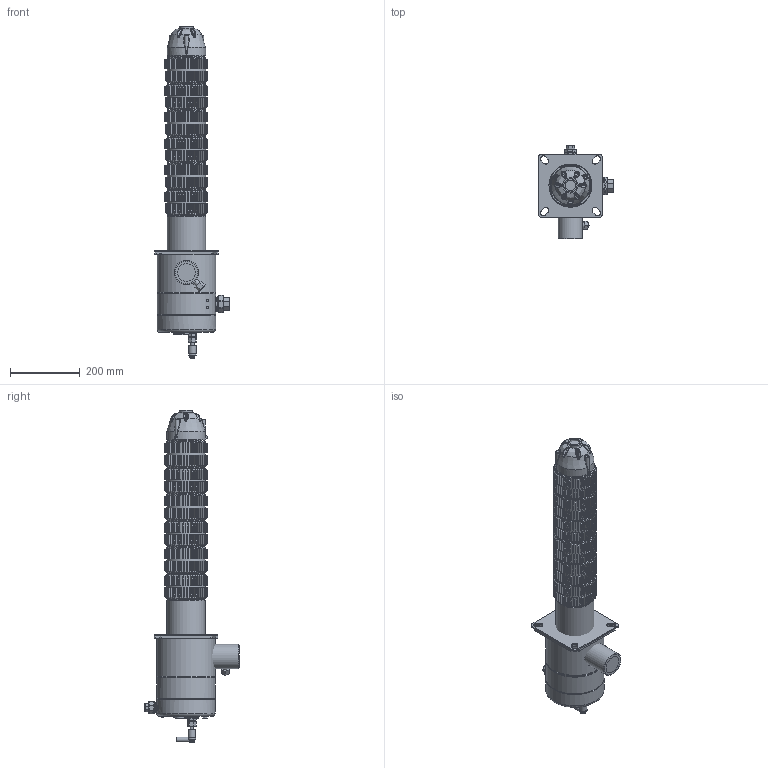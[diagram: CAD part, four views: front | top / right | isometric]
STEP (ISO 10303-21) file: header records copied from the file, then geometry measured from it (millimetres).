
FILE_DESCRIPTION(/* description */ (''),/* implementation_level */ '2;1');
FILE_NAME(/* name */ 'CAD00012786_Shrinkwrap_2.stp',/* time_stamp */ '2020-12-30T07:14:49+01:00',/* author */ ('f.preis'),/* organization */ (''),/* preprocessor_version */ 'ST-DEVELOPER v18.1',/* originating_system */ 'Autodesk Inventor 2021',/* authorisation */ '');
FILE_SCHEMA (('AUTOMOTIVE_DESIGN { 1 0 10303 214 3 1 1 }'));
Products named in the file (1): CAD00012786_Shrinkwrap_2
Bounding box: 214 x 269.8 x 952.7 mm (x, y, z)
Volume: 17424861.3 mm3; surface area: 1614118.8 mm2
Topology: 54 solids, 54 shells, 4542 faces, 11274 edges, 7465 vertices
Faces by surface type: plane 2399, cylinder 939, cone 769, bspline 374, torus 49, sphere 12
Full cylindrical faces by diameter (mm): 0.5 x1, 2 x4, 2.5 x4, 4.5 x1, 5 x4, 6 x4, 7 x4, 8 x3, 8.376 x1, 8.5 x4, 9 x5, 9.73 x4, 9.748 x1, 10 x5, 11.6 x1, 13 x2, 14 x1, 14.5 x1, 15 x1, 15.6 x1, 16 x1, 16.6 x1, 16.66 x1, 16.662 x1, 18 x1, 18.631 x1, 20.955 x1, 21 x1, 21.5 x1, 21.8 x1
Entity records: 146098 total; most frequent: CARTESIAN_POINT 36390, ORIENTED_EDGE 22514, DIRECTION 20988, EDGE_CURVE 11257, AXIS2_PLACEMENT_3D 7809, VERTEX_POINT 7464, LINE 5370, VECTOR 5370
